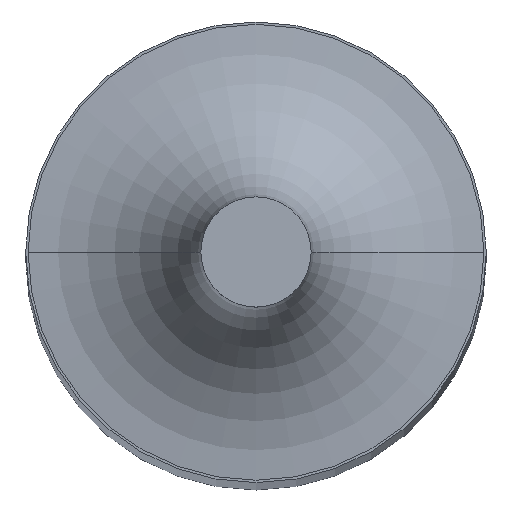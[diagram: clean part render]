
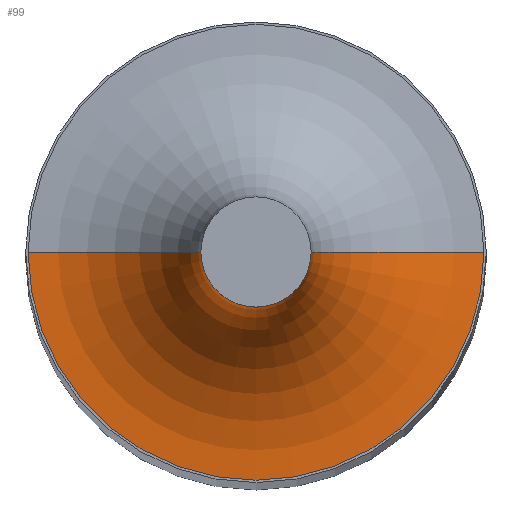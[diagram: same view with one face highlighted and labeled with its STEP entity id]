
A CAD part, top view. The second image highlights one B-rep face of the part: STEP entity #99.
In plain terms, the highlighted toroidal (fillet/blend) face has major radius 3.142 mm and minor radius 2.382 mm.
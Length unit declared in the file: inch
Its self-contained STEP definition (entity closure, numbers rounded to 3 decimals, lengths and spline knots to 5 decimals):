
#24 = AXIS2_PLACEMENT_3D ( 'NONE', #359, #195, #200 ) ;
#52 = DIRECTION ( 'NONE',  ( 0., 0., -1. ) ) ;
#61 = CARTESIAN_POINT ( 'NONE',  ( -0.12371, 0., 2.495 ) ) ;
#84 = CIRCLE ( 'NONE', #314, 0.0938 ) ;
#95 = CARTESIAN_POINT ( 'NONE',  ( 0., 0., 2.495 ) ) ;
#99 = ADVANCED_FACE ( 'NONE', ( #213 ), #208, .F. ) ;
#104 = CARTESIAN_POINT ( 'NONE',  ( 0.12371, 0., 2.4012 ) ) ;
#112 = VERTEX_POINT ( 'NONE', #104 ) ;
#145 = AXIS2_PLACEMENT_3D ( 'NONE', #61, #408, #209 ) ;
#153 = ORIENTED_EDGE ( 'NONE', *, *, #343, .T. ) ;
#154 = CARTESIAN_POINT ( 'NONE',  ( -0.12371, 0., 2.4012 ) ) ;
#160 = DIRECTION ( 'NONE',  ( 0., 0., 1. ) ) ;
#171 = VERTEX_POINT ( 'NONE', #219 ) ;
#172 = EDGE_CURVE ( 'NONE', #112, #246, #201, .T. ) ;
#183 = AXIS2_PLACEMENT_3D ( 'NONE', #95, #160, #395 ) ;
#195 = DIRECTION ( 'NONE',  ( 0., 0., -1. ) ) ;
#200 = DIRECTION ( 'NONE',  ( -1., 0., 0. ) ) ;
#201 = CIRCLE ( 'NONE', #24, 0.12371 ) ;
#204 = VERTEX_POINT ( 'NONE', #289 ) ;
#208 = TOROIDAL_SURFACE ( 'NONE', #183, 0.12371, 0.0938 ) ;
#209 = DIRECTION ( 'NONE',  ( 0., 0., 1. ) ) ;
#213 = FACE_OUTER_BOUND ( 'NONE', #295, .T. ) ;
#219 = CARTESIAN_POINT ( 'NONE',  ( 0.02991, 0., 2.495 ) ) ;
#238 = EDGE_CURVE ( 'NONE', #171, #204, #249, .T. ) ;
#240 = DIRECTION ( 'NONE',  ( 1., 0., 0. ) ) ;
#244 = ORIENTED_EDGE ( 'NONE', *, *, #270, .F. ) ;
#246 = VERTEX_POINT ( 'NONE', #154 ) ;
#249 = CIRCLE ( 'NONE', #336, 0.02991 ) ;
#262 = CARTESIAN_POINT ( 'NONE',  ( 0.12371, 0., 2.495 ) ) ;
#265 = CARTESIAN_POINT ( 'NONE',  ( 0., 0., 2.495 ) ) ;
#270 = EDGE_CURVE ( 'NONE', #171, #112, #84, .T. ) ;
#289 = CARTESIAN_POINT ( 'NONE',  ( -0.02991, 0., 2.495 ) ) ;
#295 = EDGE_LOOP ( 'NONE', ( #244, #400, #153, #374 ) ) ;
#314 = AXIS2_PLACEMENT_3D ( 'NONE', #262, #344, #240 ) ;
#336 = AXIS2_PLACEMENT_3D ( 'NONE', #265, #52, #402 ) ;
#343 = EDGE_CURVE ( 'NONE', #204, #246, #370, .T. ) ;
#344 = DIRECTION ( 'NONE',  ( 0., -1., 0. ) ) ;
#359 = CARTESIAN_POINT ( 'NONE',  ( 0., 0., 2.4012 ) ) ;
#370 = CIRCLE ( 'NONE', #145, 0.0938 ) ;
#374 = ORIENTED_EDGE ( 'NONE', *, *, #172, .F. ) ;
#395 = DIRECTION ( 'NONE',  ( -1., 0., 0. ) ) ;
#400 = ORIENTED_EDGE ( 'NONE', *, *, #238, .T. ) ;
#402 = DIRECTION ( 'NONE',  ( -1., 0., 0. ) ) ;
#408 = DIRECTION ( 'NONE',  ( 0., 1., 0. ) ) ;
